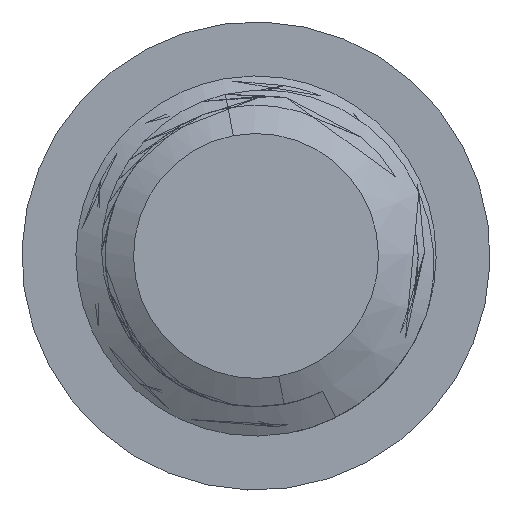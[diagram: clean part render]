
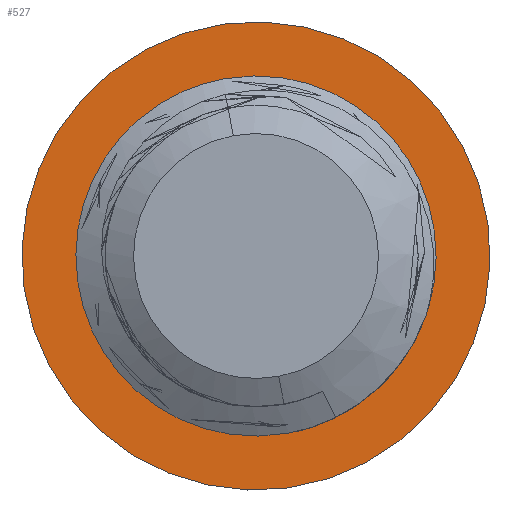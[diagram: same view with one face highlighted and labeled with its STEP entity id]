
A CAD part, left-side view. The second image highlights one B-rep face of the part: STEP entity #527.
In plain terms, the highlighted face is planar.
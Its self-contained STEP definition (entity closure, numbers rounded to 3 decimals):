
#29 = AXIS2_PLACEMENT_3D ( 'NONE', #5164, #995, #5078 ) ;
#527 = ADVANCED_FACE ( 'NONE', ( #10625, #10529 ), #6701, .F. ) ;
#995 = DIRECTION ( 'NONE',  ( 0., 0., -1. ) ) ;
#1473 = DIRECTION ( 'NONE',  ( 0., 0., 1. ) ) ;
#1828 = EDGE_CURVE ( 'NONE', #8512, #3894, #14948, .T. ) ;
#2256 = AXIS2_PLACEMENT_3D ( 'NONE', #14219, #4996, #7687 ) ;
#2717 = AXIS2_PLACEMENT_3D ( 'NONE', #16112, #1473, #13485 ) ;
#3303 = AXIS2_PLACEMENT_3D ( 'NONE', #16836, #15417, #8570 ) ;
#3882 = CARTESIAN_POINT ( 'NONE',  ( 6.5, 0., 0. ) ) ;
#3894 = VERTEX_POINT ( 'NONE', #3882 ) ;
#4453 = CARTESIAN_POINT ( 'NONE',  ( 4.25, 0., 0. ) ) ;
#4825 = CARTESIAN_POINT ( 'NONE',  ( -6.5, 0., 0. ) ) ;
#4996 = DIRECTION ( 'NONE',  ( 0., 0., -1. ) ) ;
#5078 = DIRECTION ( 'NONE',  ( -1., 0., 0. ) ) ;
#5164 = CARTESIAN_POINT ( 'NONE',  ( 0., 0., 0. ) ) ;
#6701 = PLANE ( 'NONE',  #2717 ) ;
#6767 = VERTEX_POINT ( 'NONE', #4453 ) ;
#6823 = DIRECTION ( 'NONE',  ( 1., 0., 0. ) ) ;
#7541 = CIRCLE ( 'NONE', #29, 4.25 ) ;
#7687 = DIRECTION ( 'NONE',  ( -1., 0., 0. ) ) ;
#8512 = VERTEX_POINT ( 'NONE', #4825 ) ;
#8570 = DIRECTION ( 'NONE',  ( 1., 0., 0. ) ) ;
#9775 = CIRCLE ( 'NONE', #2256, 4.25 ) ;
#10051 = AXIS2_PLACEMENT_3D ( 'NONE', #14652, #14825, #6823 ) ;
#10321 = CIRCLE ( 'NONE', #10051, 6.5 ) ;
#10529 = FACE_BOUND ( 'NONE', #12862, .T. ) ;
#10625 = FACE_OUTER_BOUND ( 'NONE', #15418, .T. ) ;
#10960 = CARTESIAN_POINT ( 'NONE',  ( -4.25, 0., 0. ) ) ;
#11298 = EDGE_CURVE ( 'NONE', #15002, #6767, #7541, .T. ) ;
#11496 = EDGE_CURVE ( 'NONE', #3894, #8512, #10321, .T. ) ;
#11785 = ORIENTED_EDGE ( 'NONE', *, *, #11496, .F. ) ;
#12260 = ORIENTED_EDGE ( 'NONE', *, *, #11298, .F. ) ;
#12862 = EDGE_LOOP ( 'NONE', ( #12260, #15820 ) ) ;
#13396 = ORIENTED_EDGE ( 'NONE', *, *, #1828, .F. ) ;
#13485 = DIRECTION ( 'NONE',  ( 1., 0., 0. ) ) ;
#14219 = CARTESIAN_POINT ( 'NONE',  ( 0., 0., 0. ) ) ;
#14652 = CARTESIAN_POINT ( 'NONE',  ( 0., 0., 0. ) ) ;
#14825 = DIRECTION ( 'NONE',  ( 0., 0., 1. ) ) ;
#14948 = CIRCLE ( 'NONE', #3303, 6.5 ) ;
#15002 = VERTEX_POINT ( 'NONE', #10960 ) ;
#15111 = EDGE_CURVE ( 'NONE', #6767, #15002, #9775, .T. ) ;
#15417 = DIRECTION ( 'NONE',  ( 0., 0., 1. ) ) ;
#15418 = EDGE_LOOP ( 'NONE', ( #13396, #11785 ) ) ;
#15820 = ORIENTED_EDGE ( 'NONE', *, *, #15111, .F. ) ;
#16112 = CARTESIAN_POINT ( 'NONE',  ( 0., 0., 0. ) ) ;
#16836 = CARTESIAN_POINT ( 'NONE',  ( 0., 0., 0. ) ) ;
